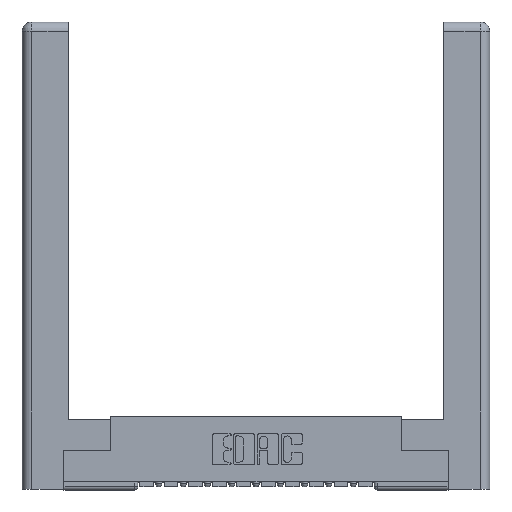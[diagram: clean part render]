
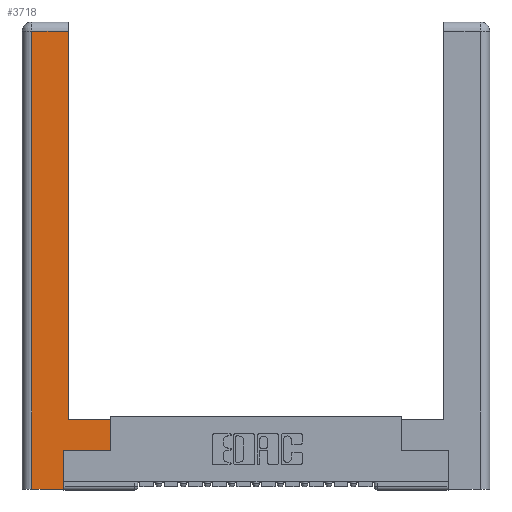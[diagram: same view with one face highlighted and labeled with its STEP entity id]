
A CAD part, top view. The second image highlights one B-rep face of the part: STEP entity #3718.
In plain terms, the highlighted planar face has unit normal (0, 0, 1).
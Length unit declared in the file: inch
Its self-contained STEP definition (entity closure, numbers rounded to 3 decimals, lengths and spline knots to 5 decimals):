
#46 = DIRECTION ( 'NONE',  ( 1., 0., 0. ) ) ;
#561 = EDGE_CURVE ( 'NONE', #4688, #9364, #13289, .T. ) ;
#936 = CARTESIAN_POINT ( 'NONE',  ( 0.295, 0.45, 0. ) ) ;
#1540 = CARTESIAN_POINT ( 'NONE',  ( 0.265, 0., 0. ) ) ;
#1641 = DIRECTION ( 'NONE',  ( -1., 0., 0. ) ) ;
#1906 = FACE_OUTER_BOUND ( 'NONE', #5013, .T. ) ;
#2315 = VECTOR ( 'NONE', #6105, 39.37008 ) ;
#2674 = CARTESIAN_POINT ( 'NONE',  ( 0.565, 0.245, 0. ) ) ;
#2735 = DIRECTION ( 'NONE',  ( 0., 1., 0. ) ) ;
#2860 = ORIENTED_EDGE ( 'NONE', *, *, #11250, .T. ) ;
#3465 = EDGE_CURVE ( 'NONE', #6097, #11346, #6143, .T. ) ;
#3718 = ADVANCED_FACE ( 'NONE', ( #1906 ), #10744, .F. ) ;
#3741 = ORIENTED_EDGE ( 'NONE', *, *, #3465, .T. ) ;
#4378 = EDGE_CURVE ( 'NONE', #11617, #4688, #8465, .T. ) ;
#4404 = VECTOR ( 'NONE', #46, 39.37008 ) ;
#4455 = ORIENTED_EDGE ( 'NONE', *, *, #12509, .T. ) ;
#4688 = VERTEX_POINT ( 'NONE', #936 ) ;
#4838 = VERTEX_POINT ( 'NONE', #13726 ) ;
#5013 = EDGE_LOOP ( 'NONE', ( #12764, #2860, #10755, #13233, #3741, #4455, #5638, #15542 ) ) ;
#5638 = ORIENTED_EDGE ( 'NONE', *, *, #12932, .T. ) ;
#5809 = DIRECTION ( 'NONE',  ( 0., 0., -1. ) ) ;
#5908 = CARTESIAN_POINT ( 'NONE',  ( 0.295, 3., 0. ) ) ;
#6022 = EDGE_CURVE ( 'NONE', #6582, #6097, #9029, .T. ) ;
#6097 = VERTEX_POINT ( 'NONE', #1540 ) ;
#6105 = DIRECTION ( 'NONE',  ( -1., 0., 0. ) ) ;
#6143 = LINE ( 'NONE', #9799, #12707 ) ;
#6582 = VERTEX_POINT ( 'NONE', #14131 ) ;
#6603 = VECTOR ( 'NONE', #1641, 39.37008 ) ;
#6908 = VECTOR ( 'NONE', #9477, 39.37008 ) ;
#7025 = AXIS2_PLACEMENT_3D ( 'NONE', #15520, #5809, #9461 ) ;
#7646 = DIRECTION ( 'NONE',  ( 1., 0., 0. ) ) ;
#8434 = CARTESIAN_POINT ( 'NONE',  ( 0.265, 0.245, 0. ) ) ;
#8465 = LINE ( 'NONE', #13495, #2315 ) ;
#8620 = CARTESIAN_POINT ( 'NONE',  ( 0.0615, 0., 0. ) ) ;
#8695 = VECTOR ( 'NONE', #7646, 39.37008 ) ;
#9029 = LINE ( 'NONE', #11268, #4404 ) ;
#9364 = VERTEX_POINT ( 'NONE', #12375 ) ;
#9461 = DIRECTION ( 'NONE',  ( -1., 0., 0. ) ) ;
#9477 = DIRECTION ( 'NONE',  ( 0., 1., 0. ) ) ;
#9675 = LINE ( 'NONE', #8620, #12834 ) ;
#9799 = CARTESIAN_POINT ( 'NONE',  ( 0.265, 0.245, 0. ) ) ;
#9917 = VERTEX_POINT ( 'NONE', #15544 ) ;
#10064 = LINE ( 'NONE', #2674, #8695 ) ;
#10744 = PLANE ( 'NONE',  #7025 ) ;
#10755 = ORIENTED_EDGE ( 'NONE', *, *, #11945, .T. ) ;
#11250 = EDGE_CURVE ( 'NONE', #9364, #9917, #15408, .T. ) ;
#11268 = CARTESIAN_POINT ( 'NONE',  ( 0.265, 0., 0. ) ) ;
#11346 = VERTEX_POINT ( 'NONE', #8434 ) ;
#11555 = VECTOR ( 'NONE', #2735, 39.37008 ) ;
#11617 = VERTEX_POINT ( 'NONE', #14027 ) ;
#11945 = EDGE_CURVE ( 'NONE', #9917, #6582, #9675, .T. ) ;
#12375 = CARTESIAN_POINT ( 'NONE',  ( 0.295, 2.94, 0. ) ) ;
#12509 = EDGE_CURVE ( 'NONE', #11346, #4838, #10064, .T. ) ;
#12707 = VECTOR ( 'NONE', #14941, 39.37008 ) ;
#12764 = ORIENTED_EDGE ( 'NONE', *, *, #561, .T. ) ;
#12834 = VECTOR ( 'NONE', #13570, 39.37008 ) ;
#12932 = EDGE_CURVE ( 'NONE', #4838, #11617, #14785, .T. ) ;
#13233 = ORIENTED_EDGE ( 'NONE', *, *, #6022, .T. ) ;
#13289 = LINE ( 'NONE', #5908, #6908 ) ;
#13495 = CARTESIAN_POINT ( 'NONE',  ( 0.295, 0.45, 0. ) ) ;
#13570 = DIRECTION ( 'NONE',  ( 0., -1., 0. ) ) ;
#13726 = CARTESIAN_POINT ( 'NONE',  ( 0.565, 0.245, 0. ) ) ;
#13869 = CARTESIAN_POINT ( 'NONE',  ( 0.565, 0.45, 0. ) ) ;
#14027 = CARTESIAN_POINT ( 'NONE',  ( 0.565, 0.45, 0. ) ) ;
#14131 = CARTESIAN_POINT ( 'NONE',  ( 0.0615, 0., 0. ) ) ;
#14785 = LINE ( 'NONE', #13869, #11555 ) ;
#14941 = DIRECTION ( 'NONE',  ( 0., 1., 0. ) ) ;
#15086 = CARTESIAN_POINT ( 'NONE',  ( 0.0615, 2.94, 0. ) ) ;
#15408 = LINE ( 'NONE', #15086, #6603 ) ;
#15520 = CARTESIAN_POINT ( 'NONE',  ( 0., 0., 0. ) ) ;
#15542 = ORIENTED_EDGE ( 'NONE', *, *, #4378, .T. ) ;
#15544 = CARTESIAN_POINT ( 'NONE',  ( 0.0615, 2.94, 0. ) ) ;
